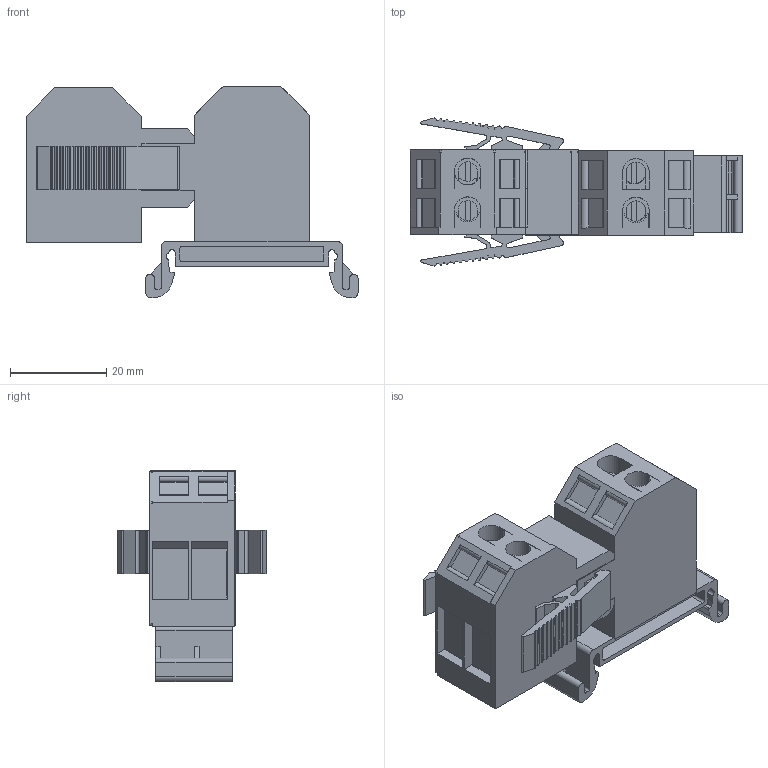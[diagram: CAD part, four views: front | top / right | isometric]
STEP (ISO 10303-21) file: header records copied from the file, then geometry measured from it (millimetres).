
FILE_DESCRIPTION(/* description */ ('Unknown'),/* implementation_level */ '2;1');
FILE_NAME(/* name */ 'PS8M-2W_3D_SOLID',/* time_stamp */ '2025-02-21T10:12:35+06:00',/* author */ ('Unknown'),/* organization */ ('Unknown'),/* preprocessor_version */ 'ST-DEVELOPER v16.7',/* originating_system */ 'Solid Edge',/* authorisation */ 'Unknown');
FILE_SCHEMA (('AUTOMOTIVE_DESIGN {1 0 10303 214 3 1 1}'));
Length unit declared in the file: millimetre
Products named in the file (1): PS8M-2W_3D_SOLID
Bounding box: 69.06 x 30.8 x 43.96 mm (x, y, z)
Volume: 30682.3 mm3; surface area: 13228.5 mm2
Topology: 1 solids, 2 shells, 612 faces, 1791 edges, 1182 vertices
Faces by surface type: plane 417, cylinder 186, torus 9
Entity records: 24673 total; most frequent: CARTESIAN_POINT 3717, ORIENTED_EDGE 3582, DIRECTION 3406, EDGE_CURVE 1791, LINE 1332, VECTOR 1332, VERTEX_POINT 1182, AXIS2_PLACEMENT_3D 1037
